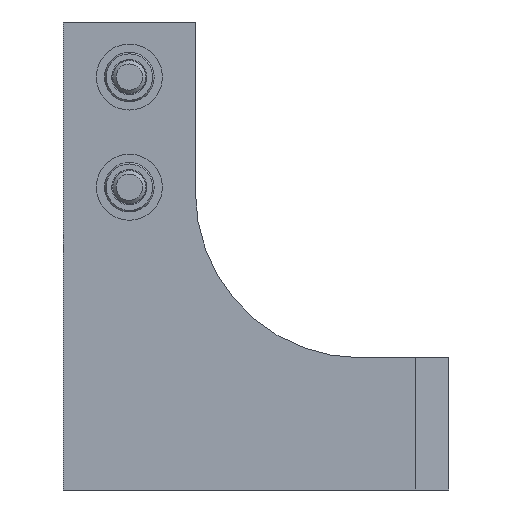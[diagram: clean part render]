
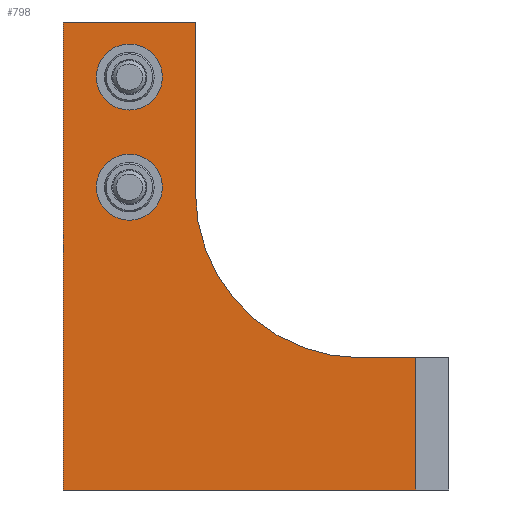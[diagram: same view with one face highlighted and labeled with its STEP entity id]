
A CAD part, front view. The second image highlights one B-rep face of the part: STEP entity #798.
In plain terms, the highlighted planar face has unit normal (0, -1, 0).
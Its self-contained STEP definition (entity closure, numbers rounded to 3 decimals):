
#61=PLANE('',#900);
#93=CIRCLE('',#896,30.);
#96=CIRCLE('',#901,6.);
#97=CIRCLE('',#902,6.);
#160=ORIENTED_EDGE('',*,*,#353,.F.);
#161=ORIENTED_EDGE('',*,*,#354,.F.);
#162=ORIENTED_EDGE('',*,*,#344,.T.);
#163=ORIENTED_EDGE('',*,*,#355,.T.);
#164=ORIENTED_EDGE('',*,*,#356,.F.);
#165=ORIENTED_EDGE('',*,*,#357,.F.);
#166=ORIENTED_EDGE('',*,*,#358,.T.);
#167=ORIENTED_EDGE('',*,*,#359,.T.);
#168=ORIENTED_EDGE('',*,*,#360,.T.);
#344=EDGE_CURVE('',#437,#441,#93,.F.);
#353=EDGE_CURVE('',#449,#449,#96,.T.);
#354=EDGE_CURVE('',#450,#450,#97,.T.);
#355=EDGE_CURVE('',#441,#451,#515,.T.);
#356=EDGE_CURVE('',#452,#451,#516,.T.);
#357=EDGE_CURVE('',#453,#452,#517,.T.);
#358=EDGE_CURVE('',#453,#454,#518,.T.);
#359=EDGE_CURVE('',#454,#455,#519,.T.);
#360=EDGE_CURVE('',#455,#437,#520,.T.);
#437=VERTEX_POINT('',#1277);
#441=VERTEX_POINT('',#1290);
#449=VERTEX_POINT('',#1310);
#450=VERTEX_POINT('',#1312);
#451=VERTEX_POINT('',#1314);
#452=VERTEX_POINT('',#1316);
#453=VERTEX_POINT('',#1318);
#454=VERTEX_POINT('',#1320);
#455=VERTEX_POINT('',#1322);
#515=LINE('',#1313,#559);
#516=LINE('',#1315,#560);
#517=LINE('',#1317,#561);
#518=LINE('',#1319,#562);
#519=LINE('',#1321,#563);
#520=LINE('',#1323,#564);
#559=VECTOR('',#1034,1000.);
#560=VECTOR('',#1035,1000.);
#561=VECTOR('',#1036,1000.);
#562=VECTOR('',#1037,1000.);
#563=VECTOR('',#1038,1000.);
#564=VECTOR('',#1039,1000.);
#598=EDGE_LOOP('',(#160));
#599=EDGE_LOOP('',(#161));
#600=EDGE_LOOP('',(#162,#163,#164,#165,#166,#167,#168));
#692=FACE_BOUND('',#598,.T.);
#693=FACE_BOUND('',#599,.T.);
#694=FACE_BOUND('',#600,.T.);
#798=ADVANCED_FACE('',(#692,#693,#694),#61,.T.);
#896=AXIS2_PLACEMENT_3D('',#1291,#1014,#1015);
#900=AXIS2_PLACEMENT_3D('',#1308,#1028,#1029);
#901=AXIS2_PLACEMENT_3D('',#1309,#1030,#1031);
#902=AXIS2_PLACEMENT_3D('',#1311,#1032,#1033);
#1014=DIRECTION('',(0.,-1.,0.));
#1015=DIRECTION('',(0.,0.,-1.));
#1028=DIRECTION('',(0.,-1.,0.));
#1029=DIRECTION('',(0.,0.,-1.));
#1030=DIRECTION('',(0.,-1.,0.));
#1031=DIRECTION('',(0.,0.,-1.));
#1032=DIRECTION('',(0.,-1.,0.));
#1033=DIRECTION('',(0.,0.,-1.));
#1034=DIRECTION('',(0.,0.,1.));
#1035=DIRECTION('',(1.,0.,0.));
#1036=DIRECTION('',(0.,0.,1.));
#1037=DIRECTION('',(1.,0.,0.));
#1038=DIRECTION('',(0.,0.,1.));
#1039=DIRECTION('',(-1.,0.,0.));
#1277=CARTESIAN_POINT('',(42.,-9.,-61.));
#1290=CARTESIAN_POINT('',(12.,-9.,-31.));
#1291=CARTESIAN_POINT('',(42.,-9.,-31.));
#1308=CARTESIAN_POINT('',(-12.,-9.,-85.));
#1309=CARTESIAN_POINT('',(0.,-9.,-30.));
#1310=CARTESIAN_POINT('',(0.,-9.,-36.));
#1311=CARTESIAN_POINT('',(0.,-9.,-10.));
#1312=CARTESIAN_POINT('',(0.,-9.,-16.));
#1313=CARTESIAN_POINT('',(12.,-9.,-85.));
#1314=CARTESIAN_POINT('',(12.,-9.,0.));
#1315=CARTESIAN_POINT('',(-12.,-9.,0.));
#1316=CARTESIAN_POINT('',(-12.,-9.,0.));
#1317=CARTESIAN_POINT('',(-12.,-9.,-85.));
#1318=CARTESIAN_POINT('',(-12.,-9.,-85.));
#1319=CARTESIAN_POINT('',(-12.,-9.,-85.));
#1320=CARTESIAN_POINT('',(52.,-9.,-85.));
#1321=CARTESIAN_POINT('',(52.,-9.,-85.));
#1322=CARTESIAN_POINT('',(52.,-9.,-61.));
#1323=CARTESIAN_POINT('',(-12.,-9.,-61.));
